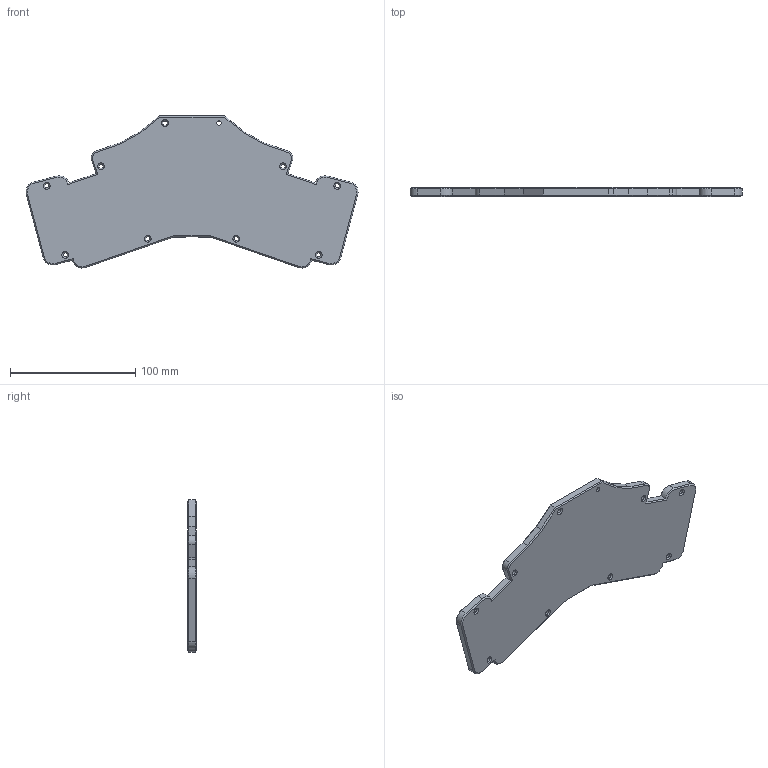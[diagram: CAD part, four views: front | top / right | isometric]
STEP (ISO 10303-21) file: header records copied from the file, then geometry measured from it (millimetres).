
FILE_DESCRIPTION(/* description */ (''),/* implementation_level */ '2;1');
FILE_NAME(/* name */ 'tray case.step',/* time_stamp */ '2023-12-04T20:15:31-05:00',/* author */ (''),/* organization */ (''),/* preprocessor_version */ 'ST-DEVELOPER v20',/* originating_system */ 'Autodesk Translation Framework v12.14.0.127',/* authorisation */ '');
FILE_SCHEMA (('AUTOMOTIVE_DESIGN { 1 0 10303 214 3 1 1 }'));
Length unit declared in the file: millimetre
Products named in the file (1): cutslope2
Bounding box: 264.64 x 7 x 121.27 mm (x, y, z)
Volume: 92513.4 mm3; surface area: 48908.5 mm2
Topology: 1 solids, 1 shells, 221 faces, 572 edges, 353 vertices
Faces by surface type: plane 129, cylinder 59, cone 33
Full cylindrical faces by diameter (mm): 3.4 x10
Entity records: 6718 total; most frequent: CARTESIAN_POINT 1175, DIRECTION 1159, ORIENTED_EDGE 1144, EDGE_CURVE 572, LINE 409, VECTOR 409, AXIS2_PLACEMENT_3D 375, VERTEX_POINT 353
